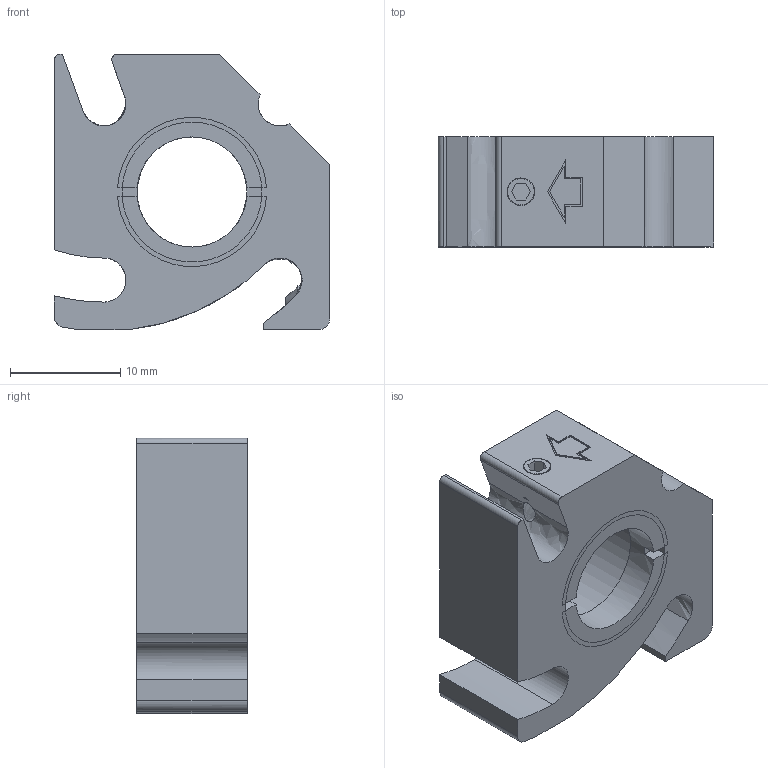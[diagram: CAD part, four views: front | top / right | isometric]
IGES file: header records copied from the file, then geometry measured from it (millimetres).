
Global section: file name: C16-SMH-12.7; native system: Autodesk Inventor 2016; preprocessor: unknown; author: e.nonaka; date: 20170508.162831; units: millimetre
Bounding box: 25 x 10 x 25 mm (x, y, z)
Volume: 3698.3 mm3; surface area: 2613.6 mm2
Topology: 1 solids, 1 shells, 90 faces, 238 edges, 159 vertices
Faces by surface type: bspline 90
